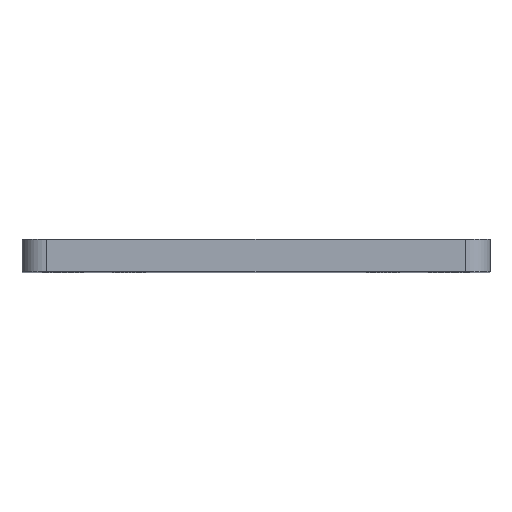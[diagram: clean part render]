
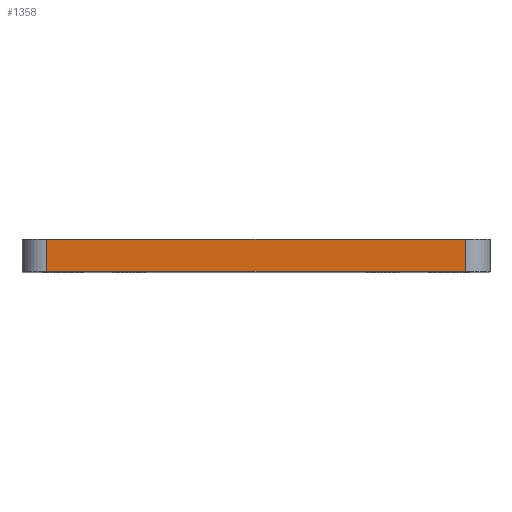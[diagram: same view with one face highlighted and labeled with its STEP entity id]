
A CAD part, top view. The second image highlights one B-rep face of the part: STEP entity #1358.
In plain terms, the highlighted planar face has unit normal (0, 0, 1).
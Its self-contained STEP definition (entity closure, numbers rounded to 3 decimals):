
#35 = ORIENTED_EDGE ( 'NONE', *, *, #2900, .T. ) ;
#173 = DIRECTION ( 'NONE',  ( 1., 0., 0. ) ) ;
#175 = VERTEX_POINT ( 'NONE', #2609 ) ;
#199 = PLANE ( 'NONE',  #1638 ) ;
#234 = LINE ( 'NONE', #428, #1773 ) ;
#251 = DIRECTION ( 'NONE',  ( 0., 0., -1. ) ) ;
#261 = EDGE_LOOP ( 'NONE', ( #35, #1243, #1935, #1616 ) ) ;
#279 = VECTOR ( 'NONE', #1035, 1000. ) ;
#330 = CARTESIAN_POINT ( 'NONE',  ( 25.625, 4., 28.625 ) ) ;
#428 = CARTESIAN_POINT ( 'NONE',  ( 25.625, 4., 28.625 ) ) ;
#450 = VERTEX_POINT ( 'NONE', #2633 ) ;
#504 = CARTESIAN_POINT ( 'NONE',  ( 25.625, 0., 28.625 ) ) ;
#522 = CARTESIAN_POINT ( 'NONE',  ( -25.625, 4., 28.625 ) ) ;
#834 = CARTESIAN_POINT ( 'NONE',  ( 25.625, 0., 28.625 ) ) ;
#1012 = EDGE_CURVE ( 'NONE', #450, #175, #2842, .T. ) ;
#1035 = DIRECTION ( 'NONE',  ( 1., 0., 0. ) ) ;
#1136 = FACE_OUTER_BOUND ( 'NONE', #261, .T. ) ;
#1239 = DIRECTION ( 'NONE',  ( 0., -1., 0. ) ) ;
#1243 = ORIENTED_EDGE ( 'NONE', *, *, #1385, .F. ) ;
#1314 = LINE ( 'NONE', #834, #1379 ) ;
#1358 = ADVANCED_FACE ( 'NONE', ( #1136 ), #199, .F. ) ;
#1359 = CARTESIAN_POINT ( 'NONE',  ( 25.625, 4., 28.625 ) ) ;
#1379 = VECTOR ( 'NONE', #173, 1000. ) ;
#1385 = EDGE_CURVE ( 'NONE', #1668, #2063, #234, .T. ) ;
#1471 = LINE ( 'NONE', #330, #279 ) ;
#1616 = ORIENTED_EDGE ( 'NONE', *, *, #1012, .T. ) ;
#1638 = AXIS2_PLACEMENT_3D ( 'NONE', #1359, #251, #2292 ) ;
#1668 = VERTEX_POINT ( 'NONE', #2741 ) ;
#1773 = VECTOR ( 'NONE', #1821, 1000. ) ;
#1821 = DIRECTION ( 'NONE',  ( 0., -1., 0. ) ) ;
#1935 = ORIENTED_EDGE ( 'NONE', *, *, #2657, .F. ) ;
#2063 = VERTEX_POINT ( 'NONE', #504 ) ;
#2132 = VECTOR ( 'NONE', #1239, 1000. ) ;
#2292 = DIRECTION ( 'NONE',  ( -1., 0., 0. ) ) ;
#2609 = CARTESIAN_POINT ( 'NONE',  ( -25.625, 0., 28.625 ) ) ;
#2633 = CARTESIAN_POINT ( 'NONE',  ( -25.625, 4., 28.625 ) ) ;
#2657 = EDGE_CURVE ( 'NONE', #450, #1668, #1471, .T. ) ;
#2741 = CARTESIAN_POINT ( 'NONE',  ( 25.625, 4., 28.625 ) ) ;
#2842 = LINE ( 'NONE', #522, #2132 ) ;
#2900 = EDGE_CURVE ( 'NONE', #175, #2063, #1314, .T. ) ;
